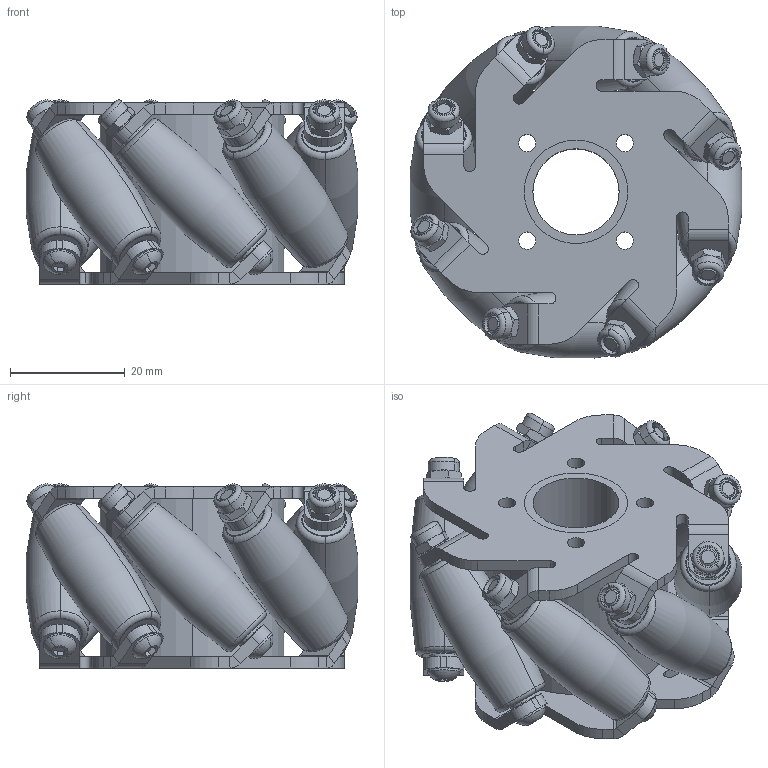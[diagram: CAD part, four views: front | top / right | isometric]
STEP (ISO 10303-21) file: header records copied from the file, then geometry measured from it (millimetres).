
FILE_DESCRIPTION (( 'STEP AP214' ), '1' );
FILE_NAME ('毀闔謫60 mm.STEP', '2022-07-04T15:45:09', ( '' ), ( '' ), 'SwSTEP 2.0', 'SolidWorks 2021', '' );
FILE_SCHEMA (( 'AUTOMOTIVE_DESIGN' ));
Length unit declared in the file: millimetre
Products named in the file (1): 毀闔謫60 mm
Bounding box: 57.75 x 57.75 x 32.02 mm (x, y, z)
Volume: 47199.9 mm3; surface area: 33812.9 mm2
Topology: 43 solids, 43 shells, 1022 faces, 2282 edges, 1404 vertices
Faces by surface type: cylinder 414, plane 400, cone 128, torus 80
Entity records: 29462 total; most frequent: CARTESIAN_POINT 5541, DIRECTION 5236, ORIENTED_EDGE 4564, EDGE_CURVE 2282, AXIS2_PLACEMENT_3D 2123, VERTEX_POINT 1404, EDGE_LOOP 1206, CIRCLE 1100
